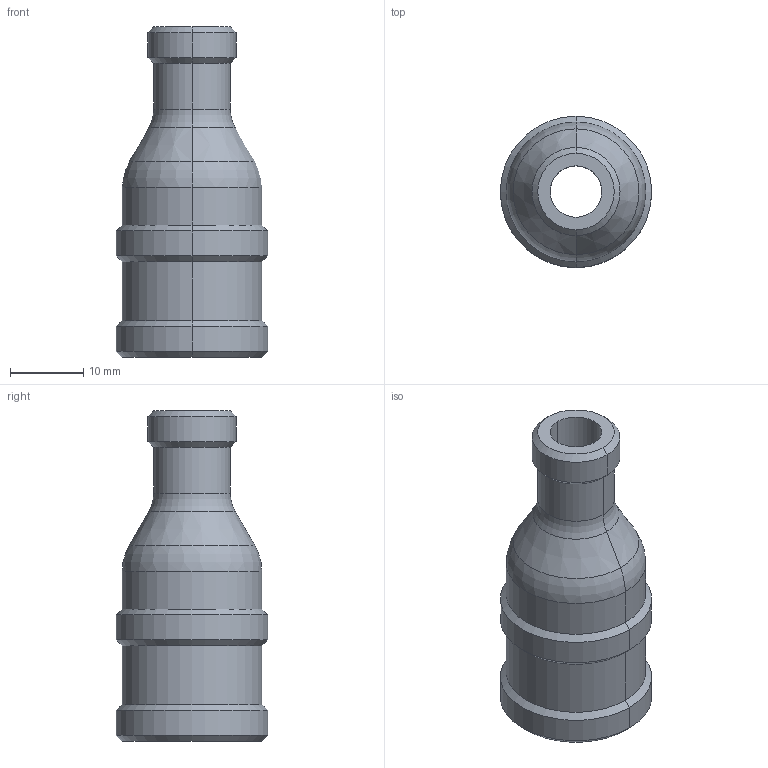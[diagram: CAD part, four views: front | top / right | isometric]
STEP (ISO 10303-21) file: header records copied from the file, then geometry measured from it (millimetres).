
FILE_DESCRIPTION (( 'STEP AP203' ), '1' );
FILE_NAME ('Waterpump_Hose_Adapter.STEP', '2020-11-29T12:47:58', ( '' ), ( '' ), '', '', '' );
FILE_SCHEMA (( 'CONFIG_CONTROL_DESIGN' ));
Length unit declared in the file: millimetre
Products named in the file (1): Waterpump_Hose_Adapter
Bounding box: 20.6 x 20.6 x 45 mm (x, y, z)
Volume: 4442.6 mm3; surface area: 4338.5 mm2
Topology: 1 solids, 1 shells, 42 faces, 84 edges, 44 vertices
Faces by surface type: cone 16, cylinder 16, torus 8, plane 2
Entity records: 1153 total; most frequent: DIRECTION 222, CARTESIAN_POINT 171, ORIENTED_EDGE 168, AXIS2_PLACEMENT_3D 95, EDGE_CURVE 84, CIRCLE 52, EDGE_LOOP 44, VERTEX_POINT 44
